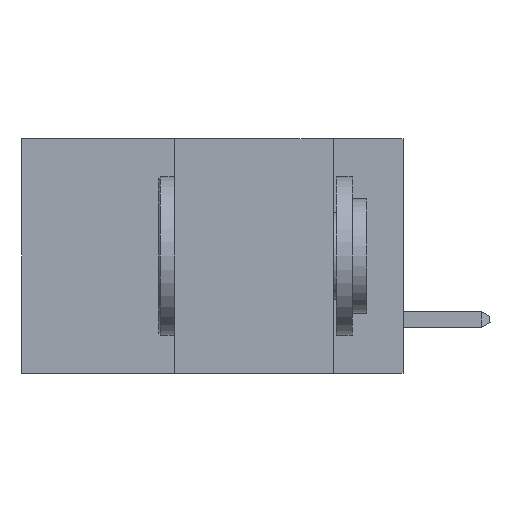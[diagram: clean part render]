
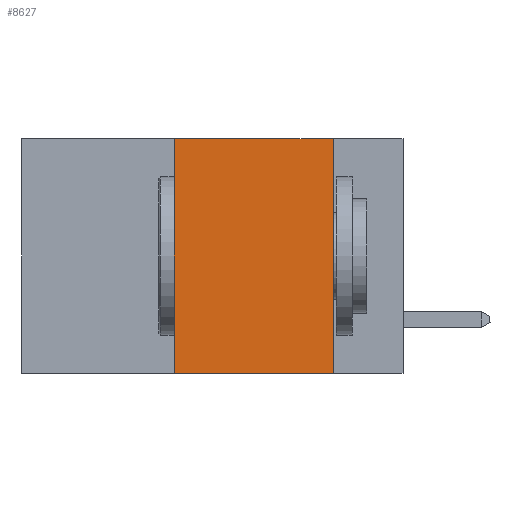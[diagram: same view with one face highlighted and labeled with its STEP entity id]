
A CAD part, left-side view. The second image highlights one B-rep face of the part: STEP entity #8627.
In plain terms, the highlighted planar face has unit normal (-1, 0, 0).
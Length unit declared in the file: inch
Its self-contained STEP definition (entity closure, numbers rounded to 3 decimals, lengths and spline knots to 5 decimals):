
#238 = VECTOR ( 'NONE', #6505, 39.37008 ) ;
#344 = DIRECTION ( 'NONE',  ( 0., 0., -1. ) ) ;
#355 = CARTESIAN_POINT ( 'NONE',  ( 0., 0.6, 0. ) ) ;
#1651 = VERTEX_POINT ( 'NONE', #3495 ) ;
#1730 = CARTESIAN_POINT ( 'NONE',  ( 0., 0.11, -0.37 ) ) ;
#2289 = PLANE ( 'NONE',  #10471 ) ;
#2436 = LINE ( 'NONE', #9356, #238 ) ;
#2448 = CARTESIAN_POINT ( 'NONE',  ( 0., 0.36, 0. ) ) ;
#2561 = EDGE_CURVE ( 'NONE', #1651, #8799, #2786, .T. ) ;
#2580 = EDGE_LOOP ( 'NONE', ( #9848, #10700, #4511, #4509 ) ) ;
#2786 = LINE ( 'NONE', #3100, #8609 ) ;
#3100 = CARTESIAN_POINT ( 'NONE',  ( 0., 0.6, -0.37 ) ) ;
#3103 = DIRECTION ( 'NONE',  ( 1., 0., 0. ) ) ;
#3495 = CARTESIAN_POINT ( 'NONE',  ( 0., 0.36, -0.37 ) ) ;
#3912 = DIRECTION ( 'NONE',  ( 0., -1., 0. ) ) ;
#4509 = ORIENTED_EDGE ( 'NONE', *, *, #2561, .T. ) ;
#4511 = ORIENTED_EDGE ( 'NONE', *, *, #7385, .F. ) ;
#4868 = DIRECTION ( 'NONE',  ( 0., -1., 0. ) ) ;
#5012 = CARTESIAN_POINT ( 'NONE',  ( 0., 0.36, 0. ) ) ;
#6065 = VECTOR ( 'NONE', #4868, 39.37008 ) ;
#6335 = LINE ( 'NONE', #2448, #9239 ) ;
#6358 = LINE ( 'NONE', #355, #6065 ) ;
#6476 = EDGE_CURVE ( 'NONE', #8347, #11074, #6358, .T. ) ;
#6505 = DIRECTION ( 'NONE',  ( 0., 0., -1. ) ) ;
#6622 = CARTESIAN_POINT ( 'NONE',  ( 0., 0.11, 0. ) ) ;
#7385 = EDGE_CURVE ( 'NONE', #1651, #8347, #6335, .T. ) ;
#8347 = VERTEX_POINT ( 'NONE', #5012 ) ;
#8445 = CARTESIAN_POINT ( 'NONE',  ( 0., 0.6, 0. ) ) ;
#8609 = VECTOR ( 'NONE', #3912, 39.37008 ) ;
#8627 = ADVANCED_FACE ( 'NONE', ( #9990 ), #2289, .F. ) ;
#8799 = VERTEX_POINT ( 'NONE', #1730 ) ;
#9239 = VECTOR ( 'NONE', #9831, 39.37008 ) ;
#9356 = CARTESIAN_POINT ( 'NONE',  ( 0., 0.11, 0. ) ) ;
#9831 = DIRECTION ( 'NONE',  ( 0., 0., 1. ) ) ;
#9848 = ORIENTED_EDGE ( 'NONE', *, *, #10846, .F. ) ;
#9990 = FACE_OUTER_BOUND ( 'NONE', #2580, .T. ) ;
#10471 = AXIS2_PLACEMENT_3D ( 'NONE', #8445, #3103, #344 ) ;
#10700 = ORIENTED_EDGE ( 'NONE', *, *, #6476, .F. ) ;
#10846 = EDGE_CURVE ( 'NONE', #11074, #8799, #2436, .T. ) ;
#11074 = VERTEX_POINT ( 'NONE', #6622 ) ;
